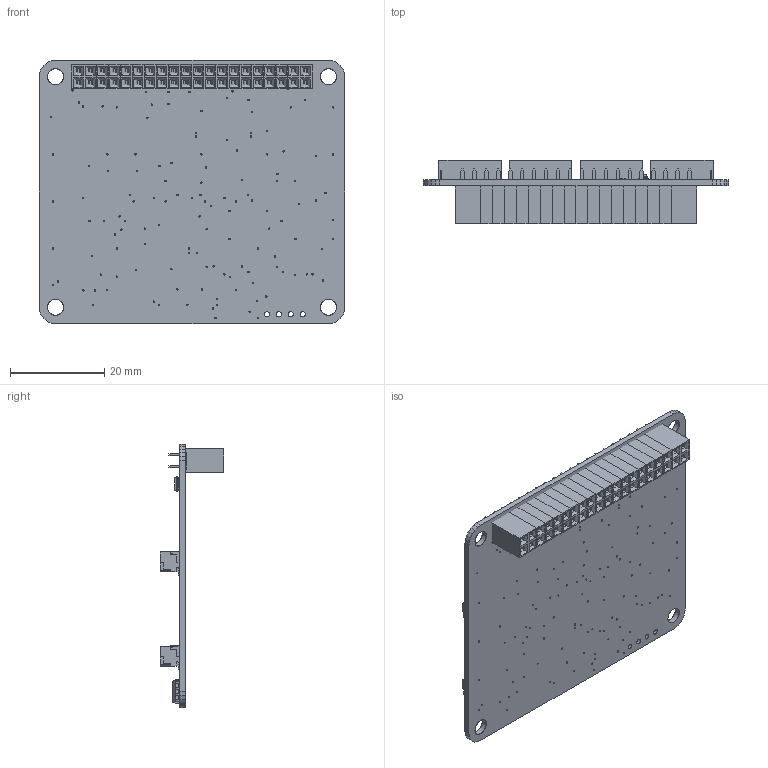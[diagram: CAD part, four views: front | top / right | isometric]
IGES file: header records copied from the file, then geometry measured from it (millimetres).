
Start section: SolidWorks IGES file using analytic representation for surfaces
Global section: file name: NSE-1121-1.igs; native system: SolidWorks 2016; preprocessor: SolidWorks 2016; author: jelie; date: 201101.213146; units: millimetre
Bounding box: 65 x 13.6 x 56 mm (x, y, z)
Surface area: 16971 mm2 (no closed solid volume)
Topology: 0 solids, 0 shells, 4739 faces, 31980 edges, 31964 vertices
Faces by surface type: bspline 4321, revolution 418
